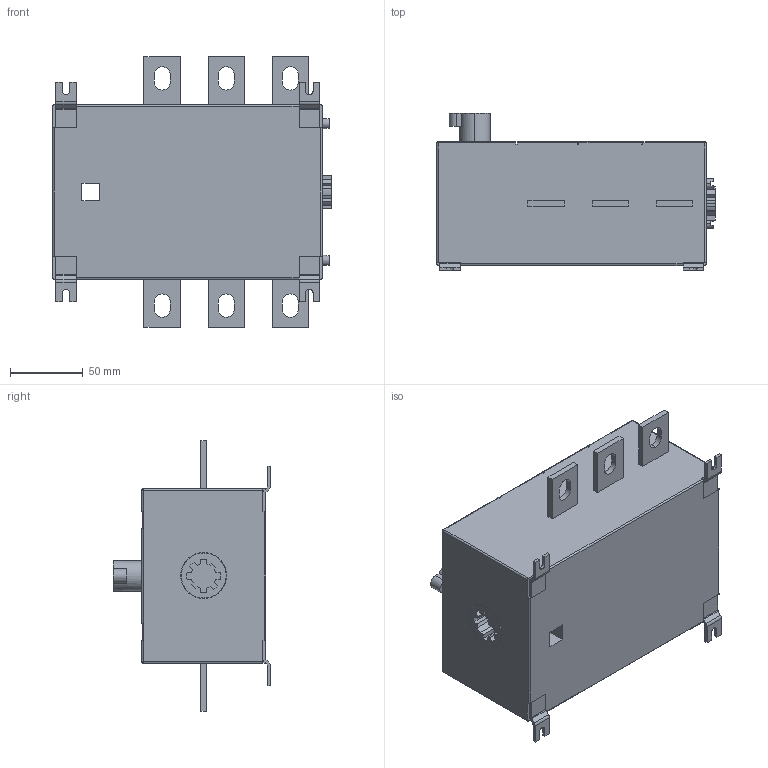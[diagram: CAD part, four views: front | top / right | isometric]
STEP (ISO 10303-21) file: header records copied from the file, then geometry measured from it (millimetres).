
FILE_DESCRIPTION (( 'STEP AP203' ), '1' );
FILE_NAME ('TwinBlock 315A (tb-s-315-3p).STEP', '2018-09-04T05:44:11', ( '' ), ( '' ), 'SwSTEP 2.0', 'SolidWorks 2017', '' );
FILE_SCHEMA (( 'CONFIG_CONTROL_DESIGN' ));
Length unit declared in the file: millimetre
Products named in the file (1): TwinBlock 315A (tb-s-315-3p)
Bounding box: 191 x 108 x 186 mm (x, y, z)
Volume: 1889613.1 mm3; surface area: 123100.4 mm2
Topology: 5 solids, 5 shells, 637 faces, 1704 edges, 1125 vertices
Faces by surface type: plane 433, cylinder 130, bspline 67, sphere 4, torus 3
Entity records: 23407 total; most frequent: CARTESIAN_POINT 7650, ORIENTED_EDGE 3400, DIRECTION 2954, EDGE_CURVE 1700, LINE 1288, VECTOR 1288, VERTEX_POINT 1125, AXIS2_PLACEMENT_3D 833
